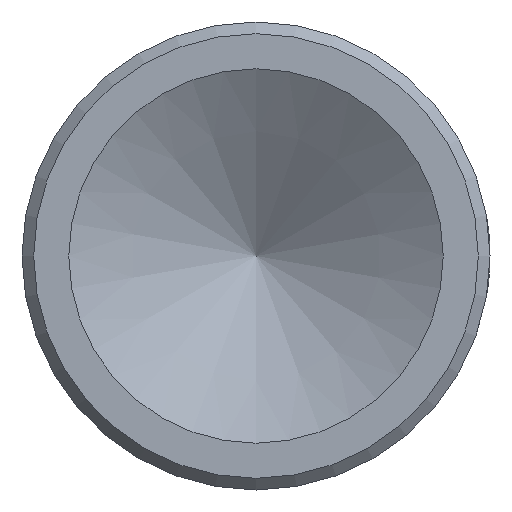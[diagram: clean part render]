
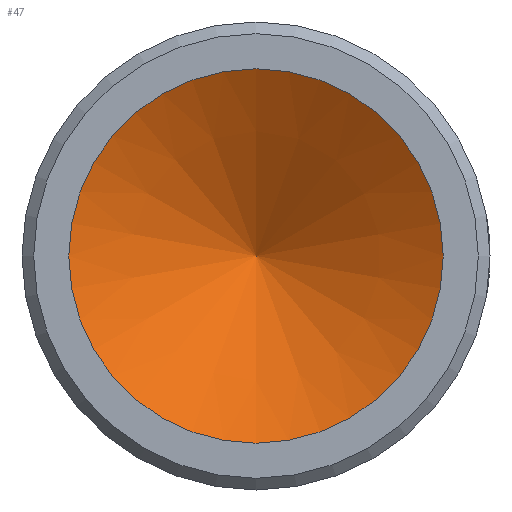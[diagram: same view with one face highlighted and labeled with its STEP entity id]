
A CAD part, front view. The second image highlights one B-rep face of the part: STEP entity #47.
In plain terms, the highlighted conical face has half-angle 59 degrees and reference radius 8 mm.
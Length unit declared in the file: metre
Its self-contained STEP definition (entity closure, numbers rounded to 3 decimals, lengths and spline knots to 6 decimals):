
#47 = ADVANCED_FACE( '', ( #89, #90 ), #91, .F. );
#89 = FACE_OUTER_BOUND( '', #141, .T. );
#90 = FACE_BOUND( '', #142, .T. );
#91 = CONICAL_SURFACE( '', #143, 0.008, 1.03 );
#141 = EDGE_LOOP( '', ( #192 ) );
#142 = VERTEX_LOOP( '', #193 );
#143 = AXIS2_PLACEMENT_3D( '', #194, #195, #196 );
#192 = ORIENTED_EDGE( '', *, *, #255, .F. );
#193 = VERTEX_POINT( '', #256 );
#194 = CARTESIAN_POINT( '', ( 0., -0.063, 0. ) );
#195 = DIRECTION( '', ( 0., -1., 0. ) );
#196 = DIRECTION( '', ( 0., 0., 1. ) );
#255 = EDGE_CURVE( '', #284, #284, #285, .T. );
#256 = CARTESIAN_POINT( '', ( 0., -0.058193, 0. ) );
#284 = VERTEX_POINT( '', #322 );
#285 = CIRCLE( '', #323, 0.008 );
#322 = CARTESIAN_POINT( '', ( 0., -0.063, 0.008 ) );
#323 = AXIS2_PLACEMENT_3D( '', #455, #456, #457 );
#455 = CARTESIAN_POINT( '', ( 0., -0.063, 0. ) );
#456 = DIRECTION( '', ( 0., 1., 0. ) );
#457 = DIRECTION( '', ( 0., 0., 1. ) );
